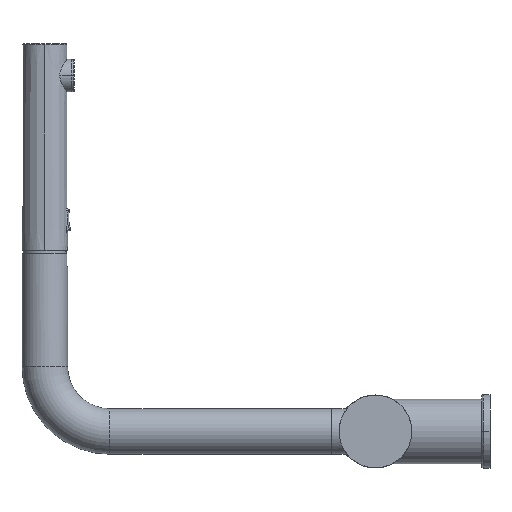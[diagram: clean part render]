
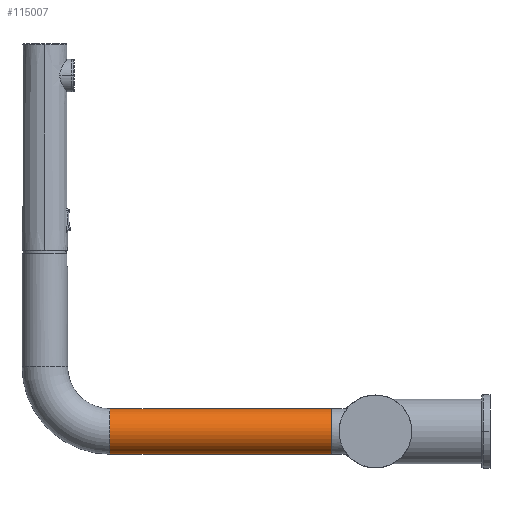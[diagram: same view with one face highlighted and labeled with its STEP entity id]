
A CAD part, left-side view. The second image highlights one B-rep face of the part: STEP entity #115007.
In plain terms, the highlighted cylindrical face has radius 14 mm (diameter 28 mm), a partial arc.
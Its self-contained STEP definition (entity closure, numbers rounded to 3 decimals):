
#103756=DIRECTION('',(0.,1.,0.));
#103757=VECTOR('',#103756,136.);
#103758=CARTESIAN_POINT('',(0.,27.05,14.));
#103759=LINE('',#103758,#103757);
#103765=CARTESIAN_POINT('',(0.,27.05,0.));
#103766=DIRECTION('',(0.,1.,0.));
#103767=DIRECTION('',(0.,0.,-1.));
#103768=AXIS2_PLACEMENT_3D('',#103765,#103766,#103767);
#103780=DIRECTION('',(0.,1.,0.));
#103781=VECTOR('',#103780,136.);
#103782=CARTESIAN_POINT('',(0.,27.05,-14.));
#103783=LINE('',#103782,#103781);
#103784=CARTESIAN_POINT('',(0.,163.05,0.));
#103785=DIRECTION('',(0.,1.,0.));
#103786=DIRECTION('',(0.,0.,-1.));
#103787=AXIS2_PLACEMENT_3D('',#103784,#103785,#103786);
#111354=CARTESIAN_POINT('',(0.,27.05,14.));
#111355=CARTESIAN_POINT('',(0.,27.05,-14.));
#111356=VERTEX_POINT('',#111354);
#111357=VERTEX_POINT('',#111355);
#111358=CARTESIAN_POINT('',(0.,163.05,14.));
#111359=CARTESIAN_POINT('',(0.,163.05,-14.));
#111360=VERTEX_POINT('',#111358);
#111361=VERTEX_POINT('',#111359);
#114995=CARTESIAN_POINT('',(0.,27.05,0.));
#114996=DIRECTION('',(0.,1.,0.));
#114997=DIRECTION('',(0.,0.,1.));
#114998=AXIS2_PLACEMENT_3D('',#114995,#114996,#114997);
#114999=CYLINDRICAL_SURFACE('',#114998,14.);
#115000=ORIENTED_EDGE('',*,*,#114977,.F.);
#115001=ORIENTED_EDGE('',*,*,#114959,.T.);
#115003=ORIENTED_EDGE('',*,*,#115002,.T.);
#115004=ORIENTED_EDGE('',*,*,#114956,.F.);
#115005=EDGE_LOOP('',(#115000,#115001,#115003,#115004));
#115006=FACE_OUTER_BOUND('',#115005,.F.);
#115007=ADVANCED_FACE('',(#115006),#114999,.T.);
#103769=CIRCLE('',#103768,14.);
#103788=CIRCLE('',#103787,14.);
#114956=EDGE_CURVE('',#111356,#111360,#103759,.T.);
#114959=EDGE_CURVE('',#111357,#111361,#103783,.T.);
#114977=EDGE_CURVE('',#111357,#111356,#103769,.T.);
#115002=EDGE_CURVE('',#111361,#111360,#103788,.T.);
